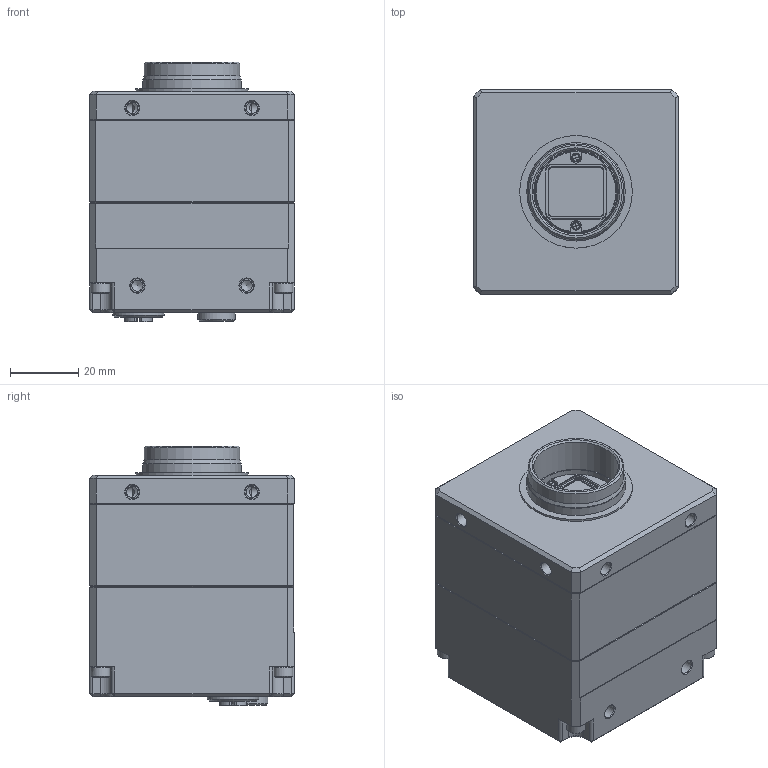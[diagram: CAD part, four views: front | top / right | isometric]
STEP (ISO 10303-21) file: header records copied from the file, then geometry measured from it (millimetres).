
FILE_DESCRIPTION (( 'STEP AP203' ), '1' );
FILE_NAME ('680125.STEP', '2024-04-30T05:39:18', ( 'Windows User' ), ( 'P R C' ), 'SwSTEP 2.0', 'SolidWorks 2020', '' );
FILE_SCHEMA (( 'CONFIG_CONTROL_DESIGN' ));
Products named in the file (1): 680125
Bounding box: 60 x 60 x 76.15 mm (x, y, z)
Volume: 231070.9 mm3; surface area: 29947.4 mm2
Topology: 10 solids, 10 shells, 1440 faces, 3845 edges, 2490 vertices
Faces by surface type: plane 790, cylinder 443, cone 118, torus 48, bspline 39, sphere 2
Full cylindrical faces by diameter (mm): 0.65 x8, 0.7 x24, 1 x2, 1.24 x8, 1.4 x2, 1.7 x2, 2.9 x1, 3.3 x13, 3.5 x1, 4 x12, 5.5 x4, 5.7 x1, 5.85 x1, 5.9 x2, 7 x1, 7.4 x1, 8 x1, 8.25 x1, 8.4 x1, 8.9 x1, 11 x2, 12.2 x1, 15 x1, 23.8 x1, 24.2 x1, 24.74 x1, 28 x1, 28.85 x1, 33 x1
Entity records: 48509 total; most frequent: CARTESIAN_POINT 15088, ORIENTED_EDGE 7114, DIRECTION 6275, EDGE_CURVE 3557, VERTEX_POINT 2407, LINE 2101, VECTOR 2101, AXIS2_PLACEMENT_3D 2087
